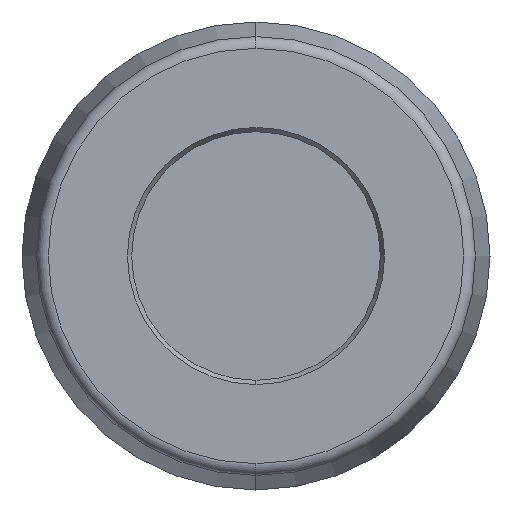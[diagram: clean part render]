
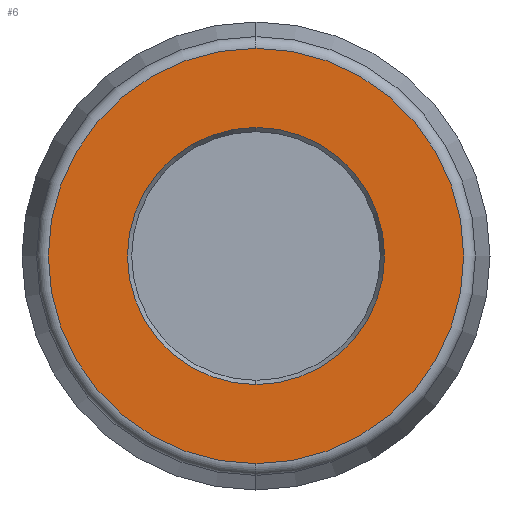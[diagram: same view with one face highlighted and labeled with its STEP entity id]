
A CAD part, left-side view. The second image highlights one B-rep face of the part: STEP entity #6.
In plain terms, the highlighted planar face has unit normal (-1, 0, 0).
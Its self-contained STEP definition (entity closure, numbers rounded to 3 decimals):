
#2 = FACE_BOUND ( 'NONE', #474, .T. ) ;
#3 = AXIS2_PLACEMENT_3D ( 'NONE', #423, #231, #387 ) ;
#6 = ADVANCED_FACE ( 'NONE', ( #2, #120 ), #18, .F. ) ;
#18 = PLANE ( 'NONE',  #254 ) ;
#52 = CIRCLE ( 'NONE', #3, 8.789 ) ;
#54 = EDGE_LOOP ( 'NONE', ( #180, #165 ) ) ;
#59 = EDGE_CURVE ( 'NONE', #200, #395, #271, .T. ) ;
#61 = CARTESIAN_POINT ( 'NONE',  ( 0., 0., 14.2 ) ) ;
#109 = VERTEX_POINT ( 'NONE', #459 ) ;
#112 = CARTESIAN_POINT ( 'NONE',  ( 0., 0., 8.789 ) ) ;
#120 = FACE_OUTER_BOUND ( 'NONE', #54, .T. ) ;
#145 = DIRECTION ( 'NONE',  ( -1., 0., 0. ) ) ;
#146 = VERTEX_POINT ( 'NONE', #61 ) ;
#148 = CARTESIAN_POINT ( 'NONE',  ( 0., 0., 0. ) ) ;
#153 = CIRCLE ( 'NONE', #371, 14.2 ) ;
#165 = ORIENTED_EDGE ( 'NONE', *, *, #252, .T. ) ;
#180 = ORIENTED_EDGE ( 'NONE', *, *, #316, .T. ) ;
#200 = VERTEX_POINT ( 'NONE', #337 ) ;
#231 = DIRECTION ( 'NONE',  ( -1., 0., 0. ) ) ;
#235 = DIRECTION ( 'NONE',  ( -1., 0., 0. ) ) ;
#240 = AXIS2_PLACEMENT_3D ( 'NONE', #413, #490, #455 ) ;
#252 = EDGE_CURVE ( 'NONE', #109, #146, #477, .T. ) ;
#254 = AXIS2_PLACEMENT_3D ( 'NONE', #289, #322, #360 ) ;
#271 = CIRCLE ( 'NONE', #240, 8.789 ) ;
#283 = ORIENTED_EDGE ( 'NONE', *, *, #59, .F. ) ;
#289 = CARTESIAN_POINT ( 'NONE',  ( 0., 14.2, 0. ) ) ;
#316 = EDGE_CURVE ( 'NONE', #146, #109, #153, .T. ) ;
#321 = EDGE_CURVE ( 'NONE', #395, #200, #52, .T. ) ;
#322 = DIRECTION ( 'NONE',  ( 1., 0., 0. ) ) ;
#337 = CARTESIAN_POINT ( 'NONE',  ( 0., 0., -8.789 ) ) ;
#347 = CARTESIAN_POINT ( 'NONE',  ( 0., 0., 0. ) ) ;
#360 = DIRECTION ( 'NONE',  ( 0., 0., -1. ) ) ;
#371 = AXIS2_PLACEMENT_3D ( 'NONE', #347, #235, #470 ) ;
#373 = ORIENTED_EDGE ( 'NONE', *, *, #321, .F. ) ;
#387 = DIRECTION ( 'NONE',  ( 0., 0., 1. ) ) ;
#394 = AXIS2_PLACEMENT_3D ( 'NONE', #148, #145, #421 ) ;
#395 = VERTEX_POINT ( 'NONE', #112 ) ;
#413 = CARTESIAN_POINT ( 'NONE',  ( 0., 0., 0. ) ) ;
#421 = DIRECTION ( 'NONE',  ( 0., 0., 1. ) ) ;
#423 = CARTESIAN_POINT ( 'NONE',  ( 0., 0., 0. ) ) ;
#455 = DIRECTION ( 'NONE',  ( 0., 0., 1. ) ) ;
#459 = CARTESIAN_POINT ( 'NONE',  ( 0., 0., -14.2 ) ) ;
#470 = DIRECTION ( 'NONE',  ( 0., 0., 1. ) ) ;
#474 = EDGE_LOOP ( 'NONE', ( #373, #283 ) ) ;
#477 = CIRCLE ( 'NONE', #394, 14.2 ) ;
#490 = DIRECTION ( 'NONE',  ( -1., 0., 0. ) ) ;
